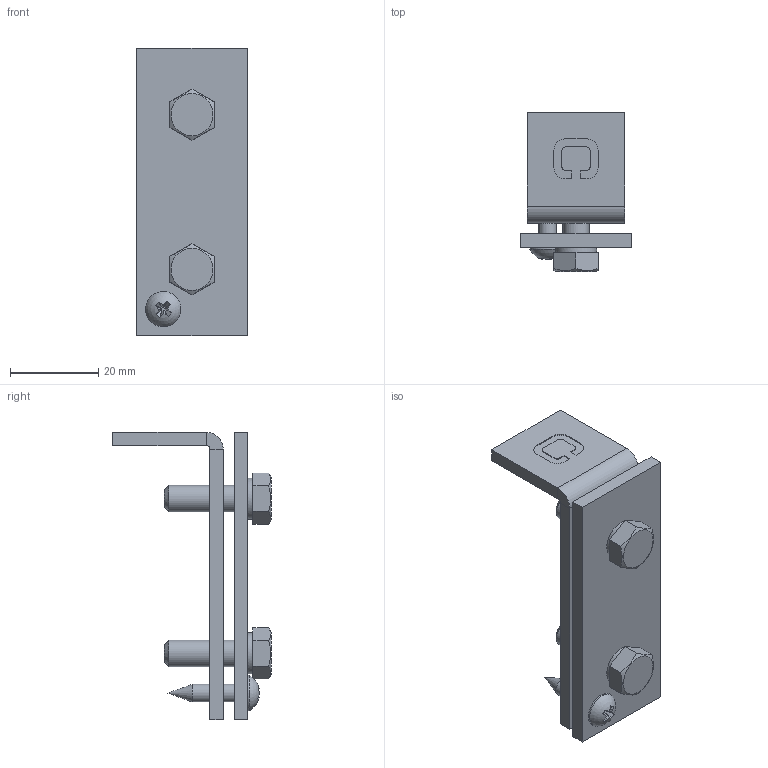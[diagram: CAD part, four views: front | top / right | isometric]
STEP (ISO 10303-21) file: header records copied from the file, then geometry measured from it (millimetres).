
FILE_DESCRIPTION(('STEP AP203'), '1');
FILE_NAME('372.RC30-RC35 逄闉 RC30-RC35', '', ('UNSPECIFIED'), ('UNSPECIFIED'), 'ASCON STEP Converter 1.3', 'ASCON Math Kernel', '');
FILE_SCHEMA(('CONFIG_CONTROL_DESIGN'));
Length unit declared in the file: millimetre
Products named in the file (1): 372.RC30/RC35
Bounding box: 25 x 35.9 x 65 mm (x, y, z)
Volume: 12208.3 mm3; surface area: 9611.8 mm2
Topology: 1 solids, 1 shells, 109 faces, 280 edges, 181 vertices
Faces by surface type: plane 69, cylinder 24, bspline 8, cone 5, torus 2, sphere 1
Full cylindrical faces by diameter (mm): 4 x1, 5 x2, 6 x4, 7 x2, 8 x1
Entity records: 4763 total; most frequent: CARTESIAN_POINT 1269, ORIENTED_EDGE 522, DIRECTION 506, EDGE_CURVE 261, VERTEX_POINT 179, AXIS2_PLACEMENT_3D 175, LINE 156, VECTOR 156
